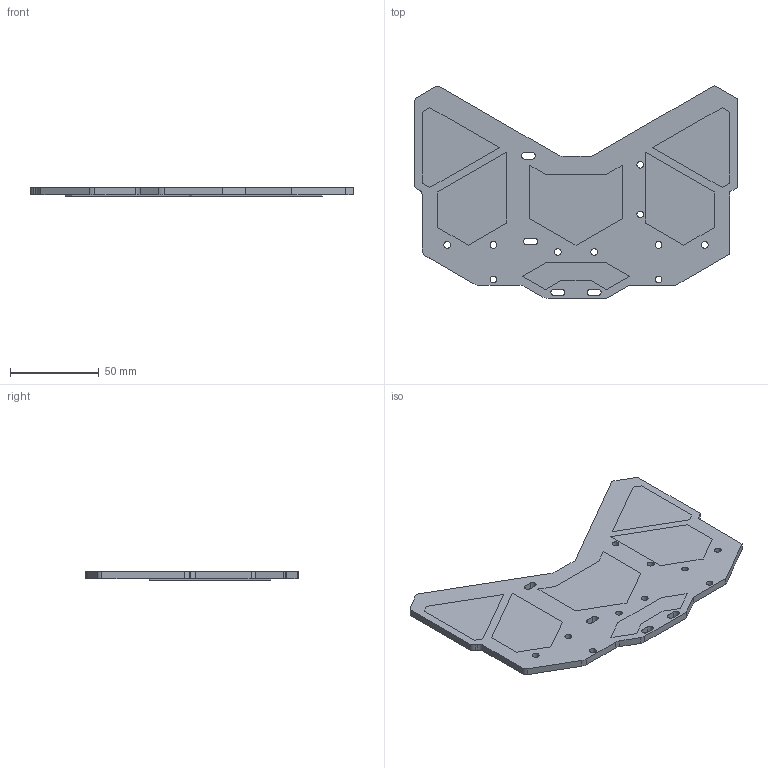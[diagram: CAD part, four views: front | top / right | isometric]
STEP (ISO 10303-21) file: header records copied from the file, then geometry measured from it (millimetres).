
FILE_DESCRIPTION(('STEP AP203'), '1');
FILE_NAME('Base', '2025-08-09T15:40:44', ('NewTToNN'), (''), 'C3D Converter', 'C3D Toolkit', '');
FILE_SCHEMA(('CONFIG_CONTROL_DESIGN'));
Length unit declared in the file: millimetre
Bounding box: 181.87 x 120 x 5 mm (x, y, z)
Volume: 93214 mm3; surface area: 53662 mm2
Topology: 2 solids, 2 shells, 127 faces, 349 edges, 226 vertices
Faces by surface type: plane 100, cylinder 27
Full cylindrical faces by diameter (mm): 3.8 x10
Entity records: 4437 total; most frequent: CARTESIAN_POINT 693, ORIENTED_EDGE 678, DIRECTION 649, EDGE_CURVE 339, LINE 285, VECTOR 285, VERTEX_POINT 226, AXIS2_PLACEMENT_3D 182
